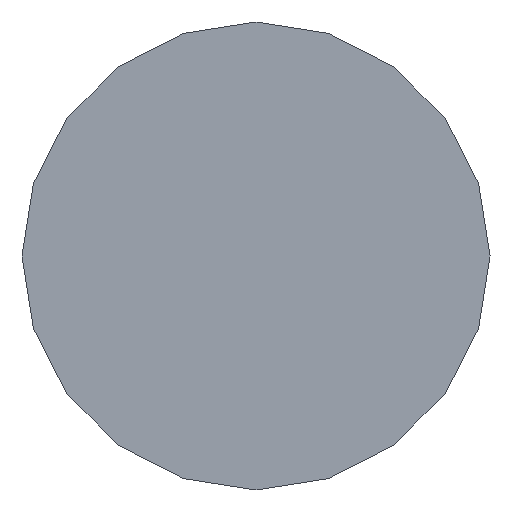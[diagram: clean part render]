
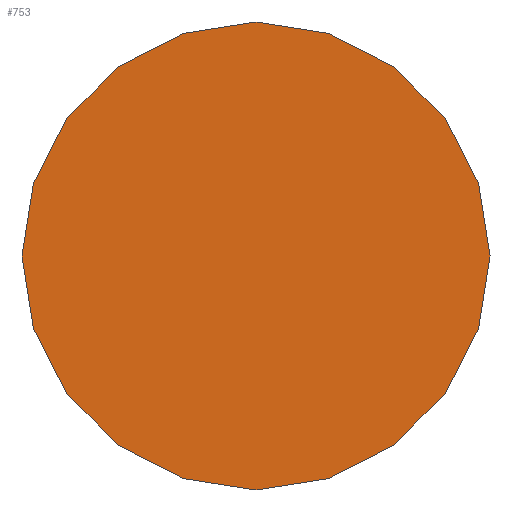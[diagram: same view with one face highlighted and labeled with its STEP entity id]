
A CAD part, left-side view. The second image highlights one B-rep face of the part: STEP entity #753.
In plain terms, the highlighted planar face has unit normal (-1, 0, 0).
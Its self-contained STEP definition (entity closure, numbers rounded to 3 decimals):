
#7 = VECTOR ( 'NONE', #225, 1000. ) ;
#8 = EDGE_CURVE ( 'NONE', #745, #256, #123, .T. ) ;
#12 = VERTEX_POINT ( 'NONE', #338 ) ;
#13 = CARTESIAN_POINT ( 'NONE',  ( 33.282, 17.893, 167.992 ) ) ;
#20 = EDGE_CURVE ( 'NONE', #391, #75, #117, .T. ) ;
#22 = LINE ( 'NONE', #67, #473 ) ;
#33 = LINE ( 'NONE', #446, #427 ) ;
#40 = EDGE_CURVE ( 'NONE', #151, #342, #330, .T. ) ;
#44 = DIRECTION ( 'NONE',  ( 0., -0.156, -0.988 ) ) ;
#57 = ORIENTED_EDGE ( 'NONE', *, *, #549, .T. ) ;
#60 = DIRECTION ( 'NONE',  ( 0., -0.454, 0.891 ) ) ;
#64 = ORIENTED_EDGE ( 'NONE', *, *, #8, .T. ) ;
#67 = CARTESIAN_POINT ( 'NONE',  ( 33.282, 36.057, 142.992 ) ) ;
#70 = CARTESIAN_POINT ( 'NONE',  ( 33.282, -59.049, 142.992 ) ) ;
#74 = EDGE_CURVE ( 'NONE', #342, #733, #33, .T. ) ;
#75 = VERTEX_POINT ( 'NONE', #515 ) ;
#76 = CARTESIAN_POINT ( 'NONE',  ( 33.282, 3.955, 175.094 ) ) ;
#78 = DIRECTION ( 'NONE',  ( -1., 0., 0. ) ) ;
#80 = VECTOR ( 'NONE', #707, 1000. ) ;
#86 = ORIENTED_EDGE ( 'NONE', *, *, #740, .T. ) ;
#89 = DIRECTION ( 'NONE',  ( 0., 0.891, 0.454 ) ) ;
#95 = CARTESIAN_POINT ( 'NONE',  ( 33.282, -26.947, 175.094 ) ) ;
#100 = DIRECTION ( 'NONE',  ( 0., -0.988, -0.156 ) ) ;
#101 = LINE ( 'NONE', #630, #292 ) ;
#103 = LINE ( 'NONE', #139, #497 ) ;
#107 = VERTEX_POINT ( 'NONE', #455 ) ;
#112 = VECTOR ( 'NONE', #298, 1000. ) ;
#114 = DIRECTION ( 'NONE',  ( 0., -0.454, -0.891 ) ) ;
#117 = LINE ( 'NONE', #684, #714 ) ;
#123 = LINE ( 'NONE', #154, #689 ) ;
#131 = VECTOR ( 'NONE', #356, 1000. ) ;
#132 = EDGE_CURVE ( 'NONE', #12, #478, #647, .T. ) ;
#139 = CARTESIAN_POINT ( 'NONE',  ( 33.282, -3.77, 176.317 ) ) ;
#151 = VERTEX_POINT ( 'NONE', #400 ) ;
#153 = EDGE_CURVE ( 'NONE', #256, #499, #349, .T. ) ;
#154 = CARTESIAN_POINT ( 'NONE',  ( 33.282, 38.504, 127.541 ) ) ;
#160 = CARTESIAN_POINT ( 'NONE',  ( 33.282, 28.955, 156.93 ) ) ;
#162 = CARTESIAN_POINT ( 'NONE',  ( 33.282, -11.496, 77.541 ) ) ;
#170 = VERTEX_POINT ( 'NONE', #13 ) ;
#173 = CARTESIAN_POINT ( 'NONE',  ( 33.282, 36.057, 112.09 ) ) ;
#177 = ORIENTED_EDGE ( 'NONE', *, *, #609, .T. ) ;
#178 = CARTESIAN_POINT ( 'NONE',  ( 33.282, -61.496, 127.541 ) ) ;
#185 = CARTESIAN_POINT ( 'NONE',  ( 33.282, 38.504, 127.541 ) ) ;
#188 = DIRECTION ( 'NONE',  ( 0., 0.891, -0.454 ) ) ;
#189 = DIRECTION ( 'NONE',  ( 0., -0.988, 0.156 ) ) ;
#199 = ORIENTED_EDGE ( 'NONE', *, *, #74, .T. ) ;
#209 = ORIENTED_EDGE ( 'NONE', *, *, #397, .T. ) ;
#210 = CARTESIAN_POINT ( 'NONE',  ( 33.282, -26.947, 79.988 ) ) ;
#225 = DIRECTION ( 'NONE',  ( 0., -0.988, -0.156 ) ) ;
#239 = EDGE_CURVE ( 'NONE', #575, #309, #411, .T. ) ;
#251 = CARTESIAN_POINT ( 'NONE',  ( 33.282, 3.955, 79.988 ) ) ;
#256 = VERTEX_POINT ( 'NONE', #703 ) ;
#257 = VERTEX_POINT ( 'NONE', #460 ) ;
#258 = ORIENTED_EDGE ( 'NONE', *, *, #512, .T. ) ;
#260 = VECTOR ( 'NONE', #440, 1000. ) ;
#277 = VERTEX_POINT ( 'NONE', #543 ) ;
#284 = ORIENTED_EDGE ( 'NONE', *, *, #351, .T. ) ;
#285 = ORIENTED_EDGE ( 'NONE', *, *, #688, .T. ) ;
#292 = VECTOR ( 'NONE', #644, 1000. ) ;
#298 = DIRECTION ( 'NONE',  ( 0., 0.707, -0.707 ) ) ;
#299 = VERTEX_POINT ( 'NONE', #477 ) ;
#302 = VECTOR ( 'NONE', #188, 1000. ) ;
#309 = VERTEX_POINT ( 'NONE', #70 ) ;
#314 = DIRECTION ( 'NONE',  ( 0., 0.891, 0.454 ) ) ;
#318 = ORIENTED_EDGE ( 'NONE', *, *, #622, .T. ) ;
#321 = VECTOR ( 'NONE', #603, 1000. ) ;
#324 = EDGE_CURVE ( 'NONE', #445, #12, #103, .T. ) ;
#325 = CARTESIAN_POINT ( 'NONE',  ( 33.282, 3.955, 175.094 ) ) ;
#330 = LINE ( 'NONE', #386, #498 ) ;
#338 = CARTESIAN_POINT ( 'NONE',  ( 33.282, -11.496, 177.541 ) ) ;
#339 = LINE ( 'NONE', #601, #80 ) ;
#342 = VERTEX_POINT ( 'NONE', #251 ) ;
#349 = LINE ( 'NONE', #173, #369 ) ;
#351 = EDGE_CURVE ( 'NONE', #257, #299, #583, .T. ) ;
#355 = CARTESIAN_POINT ( 'NONE',  ( 33.282, -19.221, 176.317 ) ) ;
#356 = DIRECTION ( 'NONE',  ( 0., 0.454, 0.891 ) ) ;
#358 = CARTESIAN_POINT ( 'NONE',  ( 33.282, -55.498, 105.121 ) ) ;
#364 = ORIENTED_EDGE ( 'NONE', *, *, #153, .T. ) ;
#366 = FACE_OUTER_BOUND ( 'NONE', #606, .T. ) ;
#368 = CARTESIAN_POINT ( 'NONE',  ( 33.282, -11.496, 77.541 ) ) ;
#369 = VECTOR ( 'NONE', #114, 1000. ) ;
#372 = CARTESIAN_POINT ( 'NONE',  ( 33.282, -77.918, 149.123 ) ) ;
#377 = ORIENTED_EDGE ( 'NONE', *, *, #20, .T. ) ;
#379 = LINE ( 'NONE', #76, #302 ) ;
#386 = CARTESIAN_POINT ( 'NONE',  ( 33.282, 10.924, 83.539 ) ) ;
#389 = ORIENTED_EDGE ( 'NONE', *, *, #551, .T. ) ;
#390 = DIRECTION ( 'NONE',  ( 0., -0.988, 0.156 ) ) ;
#391 = VERTEX_POINT ( 'NONE', #160 ) ;
#397 = EDGE_CURVE ( 'NONE', #401, #478, #555, .T. ) ;
#400 = CARTESIAN_POINT ( 'NONE',  ( 33.282, 17.893, 87.09 ) ) ;
#401 = VERTEX_POINT ( 'NONE', #435 ) ;
#406 = CARTESIAN_POINT ( 'NONE',  ( 33.282, -59.049, 142.992 ) ) ;
#411 = LINE ( 'NONE', #602, #730 ) ;
#415 = ORIENTED_EDGE ( 'NONE', *, *, #482, .T. ) ;
#417 = DIRECTION ( 'NONE',  ( 0., 0.156, 0.988 ) ) ;
#420 = VECTOR ( 'NONE', #60, 1000. ) ;
#423 = VERTEX_POINT ( 'NONE', #504 ) ;
#426 = LINE ( 'NONE', #358, #420 ) ;
#427 = VECTOR ( 'NONE', #100, 1000. ) ;
#435 = CARTESIAN_POINT ( 'NONE',  ( 33.282, -40.885, 167.992 ) ) ;
#440 = DIRECTION ( 'NONE',  ( 0., -0.707, -0.707 ) ) ;
#442 = DIRECTION ( 'NONE',  ( 0., -0.891, -0.454 ) ) ;
#445 = VERTEX_POINT ( 'NONE', #325 ) ;
#446 = CARTESIAN_POINT ( 'NONE',  ( 33.282, 3.955, 79.988 ) ) ;
#455 = CARTESIAN_POINT ( 'NONE',  ( 33.282, -51.947, 156.93 ) ) ;
#460 = CARTESIAN_POINT ( 'NONE',  ( 33.282, -26.947, 79.988 ) ) ;
#465 = EDGE_CURVE ( 'NONE', #499, #151, #574, .T. ) ;
#472 = CARTESIAN_POINT ( 'NONE',  ( 33.282, -40.885, 87.09 ) ) ;
#473 = VECTOR ( 'NONE', #710, 1000. ) ;
#474 = VECTOR ( 'NONE', #89, 1000. ) ;
#477 = CARTESIAN_POINT ( 'NONE',  ( 33.282, -40.885, 87.09 ) ) ;
#478 = VERTEX_POINT ( 'NONE', #95 ) ;
#482 = EDGE_CURVE ( 'NONE', #277, #575, #101, .T. ) ;
#493 = ORIENTED_EDGE ( 'NONE', *, *, #132, .F. ) ;
#497 = VECTOR ( 'NONE', #189, 1000. ) ;
#498 = VECTOR ( 'NONE', #442, 1000. ) ;
#499 = VERTEX_POINT ( 'NONE', #582 ) ;
#504 = CARTESIAN_POINT ( 'NONE',  ( 33.282, -51.947, 98.152 ) ) ;
#505 = DIRECTION ( 'NONE',  ( 0., 0.454, -0.891 ) ) ;
#512 = EDGE_CURVE ( 'NONE', #733, #257, #554, .T. ) ;
#515 = CARTESIAN_POINT ( 'NONE',  ( 33.282, 36.057, 142.992 ) ) ;
#543 = CARTESIAN_POINT ( 'NONE',  ( 33.282, -59.049, 112.09 ) ) ;
#544 = LINE ( 'NONE', #472, #321 ) ;
#549 = EDGE_CURVE ( 'NONE', #309, #107, #750, .T. ) ;
#551 = EDGE_CURVE ( 'NONE', #170, #391, #581, .T. ) ;
#554 = LINE ( 'NONE', #162, #655 ) ;
#555 = LINE ( 'NONE', #570, #474 ) ;
#564 = ORIENTED_EDGE ( 'NONE', *, *, #573, .T. ) ;
#570 = CARTESIAN_POINT ( 'NONE',  ( 33.282, -33.916, 171.543 ) ) ;
#573 = EDGE_CURVE ( 'NONE', #423, #277, #426, .T. ) ;
#574 = LINE ( 'NONE', #735, #260 ) ;
#575 = VERTEX_POINT ( 'NONE', #178 ) ;
#581 = LINE ( 'NONE', #637, #112 ) ;
#582 = CARTESIAN_POINT ( 'NONE',  ( 33.282, 28.955, 98.152 ) ) ;
#583 = LINE ( 'NONE', #210, #670 ) ;
#601 = CARTESIAN_POINT ( 'NONE',  ( 33.282, -51.947, 156.93 ) ) ;
#602 = CARTESIAN_POINT ( 'NONE',  ( 33.282, -61.496, 127.541 ) ) ;
#603 = DIRECTION ( 'NONE',  ( 0., -0.707, 0.707 ) ) ;
#604 = AXIS2_PLACEMENT_3D ( 'NONE', #372, #78, #314 ) ;
#606 = EDGE_LOOP ( 'NONE', ( #209, #493, #725, #86, #389, #377, #318, #64, #364, #691, #634, #199, #258, #284, #285, #564, #415, #620, #57, #177 ) ) ;
#609 = EDGE_CURVE ( 'NONE', #107, #401, #339, .T. ) ;
#620 = ORIENTED_EDGE ( 'NONE', *, *, #239, .T. ) ;
#622 = EDGE_CURVE ( 'NONE', #75, #745, #22, .T. ) ;
#630 = CARTESIAN_POINT ( 'NONE',  ( 33.282, -59.049, 112.09 ) ) ;
#633 = DIRECTION ( 'NONE',  ( 0., -0.891, 0.454 ) ) ;
#634 = ORIENTED_EDGE ( 'NONE', *, *, #40, .T. ) ;
#637 = CARTESIAN_POINT ( 'NONE',  ( 33.282, 17.893, 167.992 ) ) ;
#644 = DIRECTION ( 'NONE',  ( 0., -0.156, 0.988 ) ) ;
#647 = LINE ( 'NONE', #355, #7 ) ;
#655 = VECTOR ( 'NONE', #390, 1000. ) ;
#670 = VECTOR ( 'NONE', #633, 1000. ) ;
#684 = CARTESIAN_POINT ( 'NONE',  ( 33.282, 32.506, 149.961 ) ) ;
#688 = EDGE_CURVE ( 'NONE', #299, #423, #544, .T. ) ;
#689 = VECTOR ( 'NONE', #44, 1000. ) ;
#691 = ORIENTED_EDGE ( 'NONE', *, *, #465, .T. ) ;
#703 = CARTESIAN_POINT ( 'NONE',  ( 33.282, 36.057, 112.09 ) ) ;
#707 = DIRECTION ( 'NONE',  ( 0., 0.707, 0.707 ) ) ;
#710 = DIRECTION ( 'NONE',  ( 0., 0.156, -0.988 ) ) ;
#711 = PLANE ( 'NONE',  #604 ) ;
#714 = VECTOR ( 'NONE', #505, 1000. ) ;
#725 = ORIENTED_EDGE ( 'NONE', *, *, #324, .F. ) ;
#730 = VECTOR ( 'NONE', #417, 1000. ) ;
#733 = VERTEX_POINT ( 'NONE', #368 ) ;
#735 = CARTESIAN_POINT ( 'NONE',  ( 33.282, 28.955, 98.152 ) ) ;
#740 = EDGE_CURVE ( 'NONE', #445, #170, #379, .T. ) ;
#745 = VERTEX_POINT ( 'NONE', #185 ) ;
#750 = LINE ( 'NONE', #406, #131 ) ;
#753 = ADVANCED_FACE ( 'NONE', ( #366 ), #711, .T. ) ;
